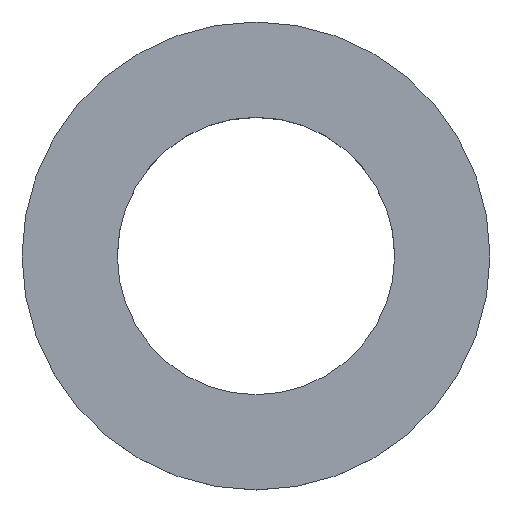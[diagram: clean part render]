
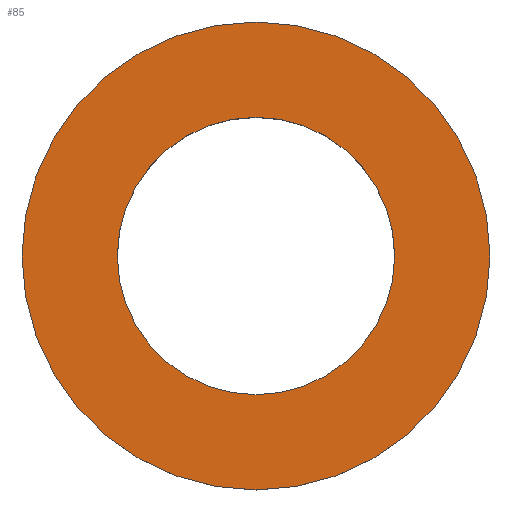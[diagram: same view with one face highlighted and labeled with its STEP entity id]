
A CAD part, top view. The second image highlights one B-rep face of the part: STEP entity #85.
In plain terms, the highlighted planar face has unit normal (0, 0, 1).
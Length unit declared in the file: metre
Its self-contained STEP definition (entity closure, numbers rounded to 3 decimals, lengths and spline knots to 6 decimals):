
#22=PLANE('',#110);
#33=ORIENTED_EDGE('',*,*,#40,.F.);
#34=ORIENTED_EDGE('',*,*,#35,.T.);
#35=EDGE_CURVE('',#41,#41,#47,.T.);
#40=EDGE_CURVE('',#46,#46,#52,.T.);
#41=VERTEX_POINT('',#140);
#46=VERTEX_POINT('',#154);
#47=CIRCLE('',#100,0.004);
#52=CIRCLE('',#109,0.00675);
#63=EDGE_LOOP('',(#33));
#64=EDGE_LOOP('',(#34));
#75=FACE_BOUND('',#63,.T.);
#76=FACE_BOUND('',#64,.T.);
#85=ADVANCED_FACE('',(#75,#76),#22,.F.);
#100=AXIS2_PLACEMENT_3D('',#139,#115,#116);
#109=AXIS2_PLACEMENT_3D('',#153,#133,#134);
#110=AXIS2_PLACEMENT_3D('',#155,#135,#136);
#115=DIRECTION('',(0.,0.,-1.));
#116=DIRECTION('',(-1.,0.,0.));
#133=DIRECTION('',(0.,0.,-1.));
#134=DIRECTION('',(-1.,0.,0.));
#135=DIRECTION('',(0.,0.,-1.));
#136=DIRECTION('',(-1.,0.,0.));
#139=CARTESIAN_POINT('',(0.,0.,0.003));
#140=CARTESIAN_POINT('',(-0.004,0.,0.003));
#153=CARTESIAN_POINT('',(0.,0.,0.003));
#154=CARTESIAN_POINT('',(-0.00675,0.,0.003));
#155=CARTESIAN_POINT('',(0.00675,0.,0.003));
